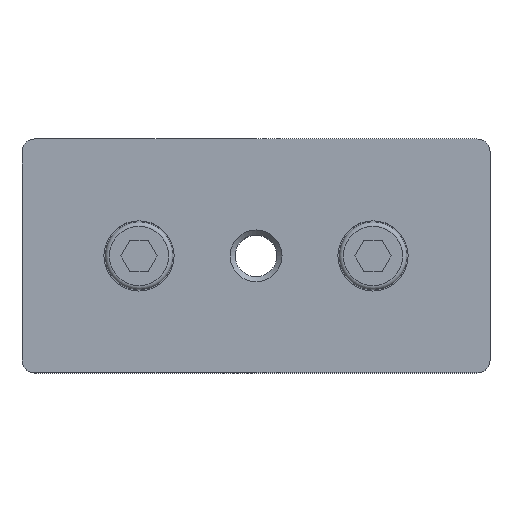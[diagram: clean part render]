
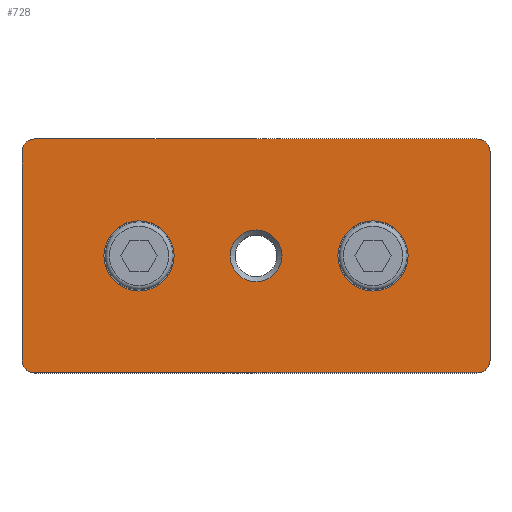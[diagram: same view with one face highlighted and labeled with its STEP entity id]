
A CAD part, top view. The second image highlights one B-rep face of the part: STEP entity #728.
In plain terms, the highlighted planar face has unit normal (0, 0, 1).
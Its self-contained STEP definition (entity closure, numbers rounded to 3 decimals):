
#29=FACE_BOUND('',#134,.T.);
#30=FACE_BOUND('',#135,.T.);
#31=FACE_BOUND('',#136,.T.);
#39=PLANE('',#790);
#83=FACE_OUTER_BOUND('',#133,.T.);
#133=EDGE_LOOP('',(#541,#542,#543,#544,#545,#546,#547,#548));
#134=EDGE_LOOP('',(#549));
#135=EDGE_LOOP('',(#550));
#136=EDGE_LOOP('',(#551));
#192=LINE('',#1137,#257);
#193=LINE('',#1141,#258);
#194=LINE('',#1145,#259);
#195=LINE('',#1149,#260);
#257=VECTOR('',#901,1000.);
#258=VECTOR('',#904,1000.);
#259=VECTOR('',#907,1000.);
#260=VECTOR('',#910,1000.);
#324=CIRCLE('',#789,5.);
#325=CIRCLE('',#791,2.5);
#326=CIRCLE('',#792,2.5);
#327=CIRCLE('',#793,2.5);
#328=CIRCLE('',#794,2.5);
#329=CIRCLE('',#795,6.75);
#330=CIRCLE('',#796,6.75);
#364=VERTEX_POINT('',#1131);
#365=VERTEX_POINT('',#1135);
#366=VERTEX_POINT('',#1136);
#367=VERTEX_POINT('',#1138);
#368=VERTEX_POINT('',#1140);
#369=VERTEX_POINT('',#1142);
#370=VERTEX_POINT('',#1144);
#371=VERTEX_POINT('',#1146);
#372=VERTEX_POINT('',#1148);
#373=VERTEX_POINT('',#1151);
#374=VERTEX_POINT('',#1153);
#432=EDGE_CURVE('',#364,#364,#324,.T.);
#434=EDGE_CURVE('',#365,#366,#192,.T.);
#435=EDGE_CURVE('',#366,#367,#325,.T.);
#436=EDGE_CURVE('',#367,#368,#193,.T.);
#437=EDGE_CURVE('',#368,#369,#326,.T.);
#438=EDGE_CURVE('',#369,#370,#194,.T.);
#439=EDGE_CURVE('',#370,#371,#327,.T.);
#440=EDGE_CURVE('',#371,#372,#195,.T.);
#441=EDGE_CURVE('',#372,#365,#328,.T.);
#442=EDGE_CURVE('',#373,#373,#329,.T.);
#443=EDGE_CURVE('',#374,#374,#330,.T.);
#541=ORIENTED_EDGE('',*,*,#434,.T.);
#542=ORIENTED_EDGE('',*,*,#435,.T.);
#543=ORIENTED_EDGE('',*,*,#436,.T.);
#544=ORIENTED_EDGE('',*,*,#437,.T.);
#545=ORIENTED_EDGE('',*,*,#438,.T.);
#546=ORIENTED_EDGE('',*,*,#439,.T.);
#547=ORIENTED_EDGE('',*,*,#440,.T.);
#548=ORIENTED_EDGE('',*,*,#441,.T.);
#549=ORIENTED_EDGE('',*,*,#442,.F.);
#550=ORIENTED_EDGE('',*,*,#443,.F.);
#551=ORIENTED_EDGE('',*,*,#432,.F.);
#728=ADVANCED_FACE('',(#83,#29,#30,#31),#39,.F.);
#789=AXIS2_PLACEMENT_3D('',#1132,#896,#897);
#790=AXIS2_PLACEMENT_3D('',#1134,#899,#900);
#791=AXIS2_PLACEMENT_3D('',#1139,#902,#903);
#792=AXIS2_PLACEMENT_3D('',#1143,#905,#906);
#793=AXIS2_PLACEMENT_3D('',#1147,#908,#909);
#794=AXIS2_PLACEMENT_3D('',#1150,#911,#912);
#795=AXIS2_PLACEMENT_3D('',#1152,#913,#914);
#796=AXIS2_PLACEMENT_3D('',#1154,#915,#916);
#896=DIRECTION('center_axis',(0.,0.,1.));
#897=DIRECTION('ref_axis',(-1.,0.,0.));
#899=DIRECTION('center_axis',(0.,0.,-1.));
#900=DIRECTION('ref_axis',(0.,1.,0.));
#901=DIRECTION('',(-1.,0.,0.));
#902=DIRECTION('center_axis',(0.,0.,1.));
#903=DIRECTION('ref_axis',(0.,1.,0.));
#904=DIRECTION('',(0.,-1.,0.));
#905=DIRECTION('center_axis',(0.,0.,1.));
#906=DIRECTION('ref_axis',(0.,1.,0.));
#907=DIRECTION('',(1.,0.,0.));
#908=DIRECTION('center_axis',(0.,0.,1.));
#909=DIRECTION('ref_axis',(0.,1.,0.));
#910=DIRECTION('',(0.,1.,0.));
#911=DIRECTION('center_axis',(0.,0.,1.));
#912=DIRECTION('ref_axis',(0.,1.,0.));
#913=DIRECTION('center_axis',(0.,0.,1.));
#914=DIRECTION('ref_axis',(0.,-1.,0.));
#915=DIRECTION('center_axis',(0.,0.,1.));
#916=DIRECTION('ref_axis',(0.,-1.,0.));
#1131=CARTESIAN_POINT('',(50.,22.5,12.));
#1132=CARTESIAN_POINT('Origin',(45.,22.5,12.));
#1134=CARTESIAN_POINT('Origin',(0.,45.,12.));
#1135=CARTESIAN_POINT('',(87.5,45.,12.));
#1136=CARTESIAN_POINT('',(2.5,45.,12.));
#1137=CARTESIAN_POINT('',(0.,45.,12.));
#1138=CARTESIAN_POINT('',(0.,42.5,12.));
#1139=CARTESIAN_POINT('Origin',(2.5,42.5,12.));
#1140=CARTESIAN_POINT('',(0.,2.5,12.));
#1141=CARTESIAN_POINT('',(0.,0.,12.));
#1142=CARTESIAN_POINT('',(2.5,0.,12.));
#1143=CARTESIAN_POINT('Origin',(2.5,2.5,12.));
#1144=CARTESIAN_POINT('',(87.5,0.,12.));
#1145=CARTESIAN_POINT('',(0.,0.,12.));
#1146=CARTESIAN_POINT('',(90.,2.5,12.));
#1147=CARTESIAN_POINT('Origin',(87.5,2.5,12.));
#1148=CARTESIAN_POINT('',(90.,42.5,12.));
#1149=CARTESIAN_POINT('',(90.,0.,12.));
#1150=CARTESIAN_POINT('Origin',(87.5,42.5,12.));
#1151=CARTESIAN_POINT('',(67.5,29.25,12.));
#1152=CARTESIAN_POINT('Origin',(67.5,22.5,12.));
#1153=CARTESIAN_POINT('',(22.5,29.25,12.));
#1154=CARTESIAN_POINT('Origin',(22.5,22.5,12.));
